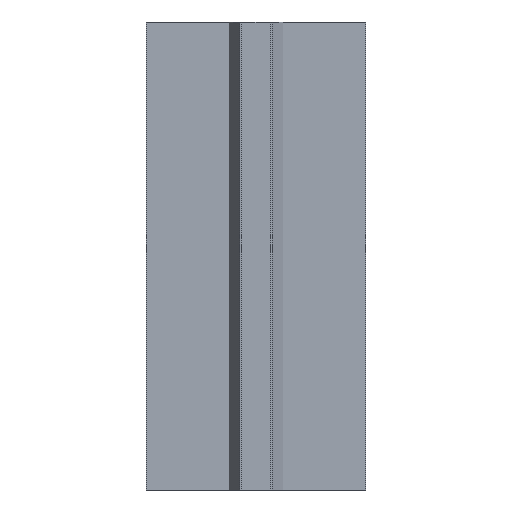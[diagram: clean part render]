
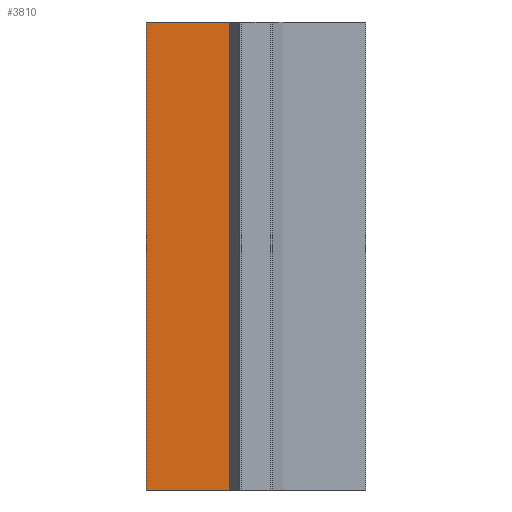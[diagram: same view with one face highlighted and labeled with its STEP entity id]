
A CAD part, front view. The second image highlights one B-rep face of the part: STEP entity #3810.
In plain terms, the highlighted planar face has unit normal (0, -1, 0).
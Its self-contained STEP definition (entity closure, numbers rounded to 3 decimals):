
#210=CARTESIAN_POINT('',(-23.474,-1.154,0.));
#220=VERTEX_POINT('',#210);
#250=CARTESIAN_POINT('',(0.026,-1.154,0.));
#260=DIRECTION('',(1.,0.,0.));
#270=VECTOR('',#260,1.);
#280=LINE('',#250,#270);
#290=CARTESIAN_POINT('',(-4.974,-1.154,0.));
#300=VERTEX_POINT('',#290);
#310=EDGE_CURVE('',#220,#300,#280,.T.);
#2790=CARTESIAN_POINT('',(-4.974,-1.154,100.));
#2800=VERTEX_POINT('',#2790);
#2830=CARTESIAN_POINT('',(0.026,-1.154,100.));
#2840=DIRECTION('',(1.,0.,0.));
#2850=VECTOR('',#2840,1.);
#2860=LINE('',#2830,#2850);
#2870=CARTESIAN_POINT('',(-23.474,-1.154,100.));
#2880=VERTEX_POINT('',#2870);
#2890=EDGE_CURVE('',#2880,#2800,#2860,.T.);
#3380=CARTESIAN_POINT('',(-23.474,-1.154,0.));
#3390=DIRECTION('',(0.,0.,1.));
#3400=VECTOR('',#3390,1.);
#3410=LINE('',#3380,#3400);
#3420=EDGE_CURVE('',#220,#2880,#3410,.T.);
#3650=CARTESIAN_POINT('',(-5.074,-1.154,0.));
#3660=DIRECTION('',(-0.,-1.,-0.));
#3670=DIRECTION('',(-1.,0.,0.));
#3680=AXIS2_PLACEMENT_3D('',#3650,#3660,#3670);
#3690=PLANE('',#3680);
#3700=ORIENTED_EDGE('',*,*,#3420,.F.);
#3710=ORIENTED_EDGE('',*,*,#2890,.F.);
#3720=CARTESIAN_POINT('',(-4.974,-1.154,0.));
#3730=DIRECTION('',(0.,0.,1.));
#3740=VECTOR('',#3730,1.);
#3750=LINE('',#3720,#3740);
#3760=EDGE_CURVE('',#300,#2800,#3750,.T.);
#3770=ORIENTED_EDGE('',*,*,#3760,.T.);
#3780=ORIENTED_EDGE('',*,*,#310,.T.);
#3790=EDGE_LOOP('',(#3780,#3770,#3710,#3700));
#3800=FACE_OUTER_BOUND('',#3790,.T.);
#3810=ADVANCED_FACE('',(#3800),#3690,.T.);
